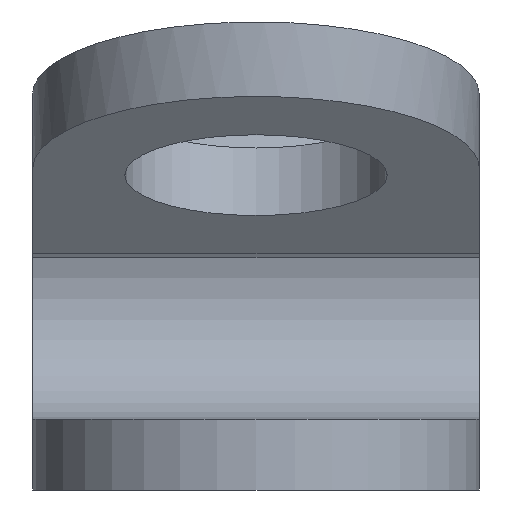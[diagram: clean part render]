
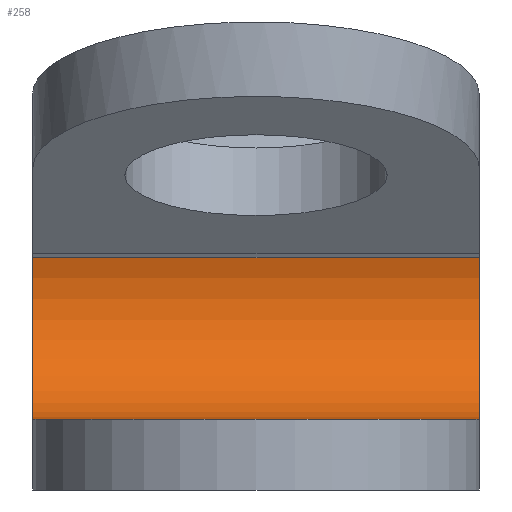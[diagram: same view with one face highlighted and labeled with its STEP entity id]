
A CAD part, left-side view. The second image highlights one B-rep face of the part: STEP entity #258.
In plain terms, the highlighted cylindrical face has radius 1.75 mm (diameter 3.5 mm), a partial arc.
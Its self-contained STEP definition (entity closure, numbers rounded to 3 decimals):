
#25=CYLINDRICAL_SURFACE('',#297,1.75);
#40=LINE('',#435,#58);
#41=LINE('',#441,#59);
#58=VECTOR('',#355,1000.);
#59=VECTOR('',#362,1000.);
#93=ORIENTED_EDGE('',*,*,#157,.T.);
#94=ORIENTED_EDGE('',*,*,#158,.F.);
#95=ORIENTED_EDGE('',*,*,#159,.F.);
#96=ORIENTED_EDGE('',*,*,#155,.T.);
#155=EDGE_CURVE('',#186,#185,#40,.T.);
#157=EDGE_CURVE('',#185,#187,#202,.T.);
#158=EDGE_CURVE('',#188,#187,#41,.T.);
#159=EDGE_CURVE('',#186,#188,#203,.T.);
#185=VERTEX_POINT('',#434);
#186=VERTEX_POINT('',#436);
#187=VERTEX_POINT('',#440);
#188=VERTEX_POINT('',#442);
#202=CIRCLE('',#298,1.75);
#203=CIRCLE('',#299,1.75);
#215=EDGE_LOOP('',(#93,#94,#95,#96));
#235=FACE_BOUND('',#215,.T.);
#258=ADVANCED_FACE('',(#235),#25,.F.);
#297=AXIS2_PLACEMENT_3D('',#438,#358,#359);
#298=AXIS2_PLACEMENT_3D('',#439,#360,#361);
#299=AXIS2_PLACEMENT_3D('',#443,#363,#364);
#355=DIRECTION('',(0.,1.,0.));
#358=DIRECTION('',(0.,1.,0.));
#359=DIRECTION('',(0.,0.,1.));
#360=DIRECTION('',(0.,1.,0.));
#361=DIRECTION('',(-1.,0.,0.));
#362=DIRECTION('',(0.,1.,0.));
#363=DIRECTION('',(0.,1.,0.));
#364=DIRECTION('',(-1.,0.,0.));
#434=CARTESIAN_POINT('',(-1.438,3.15,3.748));
#435=CARTESIAN_POINT('',(-1.438,-3.15,3.748));
#436=CARTESIAN_POINT('',(-1.438,-3.15,3.748));
#438=CARTESIAN_POINT('',(0.,-3.15,2.75));
#439=CARTESIAN_POINT('',(0.,3.15,2.75));
#440=CARTESIAN_POINT('',(0.,3.15,1.));
#441=CARTESIAN_POINT('',(0.,-3.15,1.));
#442=CARTESIAN_POINT('',(0.,-3.15,1.));
#443=CARTESIAN_POINT('',(0.,-3.15,2.75));
